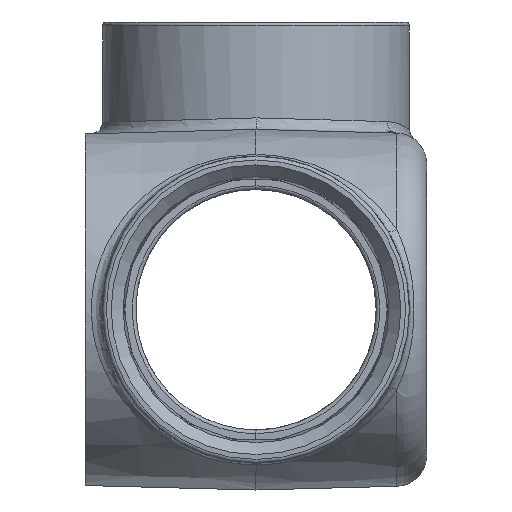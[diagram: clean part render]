
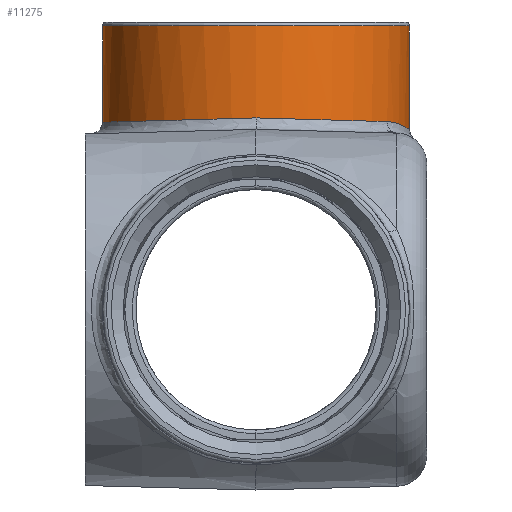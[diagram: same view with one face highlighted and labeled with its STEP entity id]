
A CAD part, left-side view. The second image highlights one B-rep face of the part: STEP entity #11275.
In plain terms, the highlighted cylindrical face has radius 63.5 mm (diameter 127 mm), a full revolution.
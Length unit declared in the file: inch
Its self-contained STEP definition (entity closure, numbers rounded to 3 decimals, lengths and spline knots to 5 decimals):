
#140=ELLIPSE('',#12063,2.50099,2.5);
#141=ELLIPSE('',#12064,2.50099,2.5);
#142=ELLIPSE('',#12065,2.50099,2.5);
#244=CYLINDRICAL_SURFACE('',#12062,2.5);
#940=B_SPLINE_CURVE_WITH_KNOTS('',3,(#28555,#28556,#28557,#28558,#28559,
#28560,#28561,#28562,#28563,#28564),.UNSPECIFIED.,.F.,.F.,(4,1,1,1,1,1,
1,4),(0.,1.06667,2.13335,3.20002,
4.2667,5.33337,6.40004,7.46672),
 .UNSPECIFIED.);
#1794=FACE_OUTER_BOUND('',#2483,.T.);
#2483=EDGE_LOOP('',(#10150,#10151,#10152,#10153,#10154,#10155,#10156,#10157,
#10158));
#3349=LINE('',#28552,#4168);
#4168=VECTOR('',#14343,2.5);
#4417=CIRCLE('',#12055,2.5);
#4418=CIRCLE('',#12056,2.5);
#4423=CIRCLE('',#12061,2.5);
#5461=VERTEX_POINT('',#28533);
#5462=VERTEX_POINT('',#28534);
#5463=VERTEX_POINT('',#28536);
#5467=VERTEX_POINT('',#28547);
#5468=VERTEX_POINT('',#28548);
#5469=VERTEX_POINT('',#28550);
#5470=VERTEX_POINT('',#28553);
#7061=EDGE_CURVE('',#5461,#5462,#4417,.T.);
#7062=EDGE_CURVE('',#5462,#5463,#4418,.T.);
#7067=EDGE_CURVE('',#5463,#5461,#4423,.T.);
#7068=EDGE_CURVE('',#5467,#5468,#140,.T.);
#7069=EDGE_CURVE('',#5469,#5467,#141,.T.);
#7070=EDGE_CURVE('',#5469,#5462,#3349,.T.);
#7071=EDGE_CURVE('',#5470,#5469,#142,.T.);
#7072=EDGE_CURVE('',#5468,#5470,#940,.T.);
#10150=ORIENTED_EDGE('',*,*,#7068,.F.);
#10151=ORIENTED_EDGE('',*,*,#7069,.F.);
#10152=ORIENTED_EDGE('',*,*,#7070,.T.);
#10153=ORIENTED_EDGE('',*,*,#7061,.F.);
#10154=ORIENTED_EDGE('',*,*,#7067,.F.);
#10155=ORIENTED_EDGE('',*,*,#7062,.F.);
#10156=ORIENTED_EDGE('',*,*,#7070,.F.);
#10157=ORIENTED_EDGE('',*,*,#7071,.F.);
#10158=ORIENTED_EDGE('',*,*,#7072,.F.);
#11275=ADVANCED_FACE('',(#1794),#244,.T.);
#12055=AXIS2_PLACEMENT_3D('',#28535,#14323,#14324);
#12056=AXIS2_PLACEMENT_3D('',#28537,#14325,#14326);
#12061=AXIS2_PLACEMENT_3D('',#28545,#14335,#14336);
#12062=AXIS2_PLACEMENT_3D('',#28546,#14337,#14338);
#12063=AXIS2_PLACEMENT_3D('',#28549,#14339,#14340);
#12064=AXIS2_PLACEMENT_3D('',#28551,#14341,#14342);
#12065=AXIS2_PLACEMENT_3D('',#28554,#14344,#14345);
#14323=DIRECTION('center_axis',(0.,0.,1.));
#14324=DIRECTION('ref_axis',(0.,-1.,0.));
#14325=DIRECTION('center_axis',(0.,0.,1.));
#14326=DIRECTION('ref_axis',(0.,-1.,0.));
#14335=DIRECTION('center_axis',(0.,0.,1.));
#14336=DIRECTION('ref_axis',(0.,-1.,0.));
#14337=DIRECTION('center_axis',(0.,0.,-1.));
#14338=DIRECTION('ref_axis',(1.,0.,0.));
#14339=DIRECTION('center_axis',(0.,0.028,
-1.));
#14340=DIRECTION('ref_axis',(0.,-1.,-0.028));
#14341=DIRECTION('center_axis',(0.,-0.028,
-1.));
#14342=DIRECTION('ref_axis',(0.,1.,-0.028));
#14343=DIRECTION('',(0.,0.,1.));
#14344=DIRECTION('center_axis',(0.,0.028,
-1.));
#14345=DIRECTION('ref_axis',(0.,-1.,-0.028));
#28533=CARTESIAN_POINT('',(0.,2.5,4.62294));
#28534=CARTESIAN_POINT('',(-2.5,0.,4.62294));
#28535=CARTESIAN_POINT('Origin',(0.,0.,4.62294));
#28536=CARTESIAN_POINT('',(2.5,0.,4.62294));
#28537=CARTESIAN_POINT('Origin',(0.,0.,4.62294));
#28545=CARTESIAN_POINT('Origin',(0.,0.,4.62294));
#28546=CARTESIAN_POINT('Origin',(0.,0.,4.6875));
#28547=CARTESIAN_POINT('',(2.5,0.,3.12506));
#28548=CARTESIAN_POINT('',(1.29437,-2.13883,3.06486));
#28549=CARTESIAN_POINT('Origin',(0.,0.,3.12506));
#28550=CARTESIAN_POINT('',(-2.5,0.,3.12506));
#28551=CARTESIAN_POINT('Origin',(0.,0.,3.12506));
#28552=CARTESIAN_POINT('',(-2.5,0.,4.6875));
#28553=CARTESIAN_POINT('',(-1.29437,-2.13883,3.06486));
#28554=CARTESIAN_POINT('Origin',(0.,0.,3.12506));
#28555=CARTESIAN_POINT('Ctrl Pts',(1.29437,-2.13883,3.06486));
#28556=CARTESIAN_POINT('Ctrl Pts',(1.18297,-2.20625,3.06296));
#28557=CARTESIAN_POINT('Ctrl Pts',(0.95026,-2.32319,3.03719));
#28558=CARTESIAN_POINT('Ctrl Pts',(0.58121,-2.44176,
2.97645));
#28559=CARTESIAN_POINT('Ctrl Pts',(0.1962,-2.50251,2.93045));
#28560=CARTESIAN_POINT('Ctrl Pts',(-0.19635,-2.50253,
2.93032));
#28561=CARTESIAN_POINT('Ctrl Pts',(-0.58148,-2.44169,
2.97654));
#28562=CARTESIAN_POINT('Ctrl Pts',(-0.9501,-2.32324,
3.03713));
#28563=CARTESIAN_POINT('Ctrl Pts',(-1.18297,-2.20625,
3.06296));
#28564=CARTESIAN_POINT('Ctrl Pts',(-1.29437,-2.13883,
3.06486));
